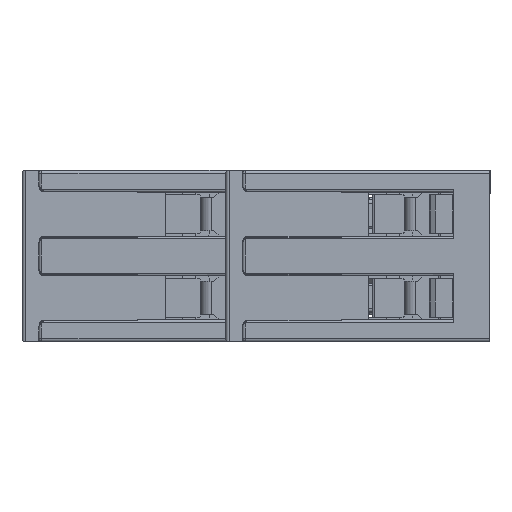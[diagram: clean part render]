
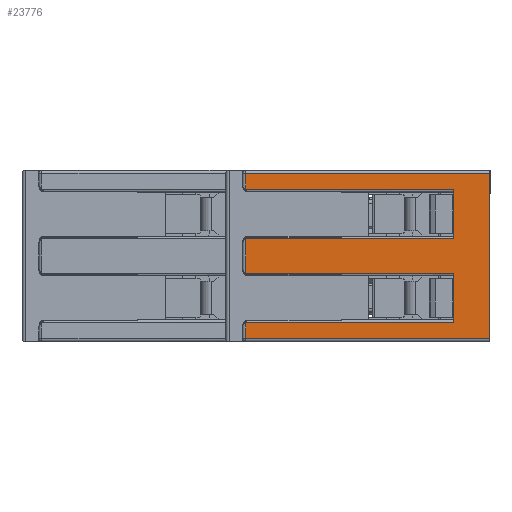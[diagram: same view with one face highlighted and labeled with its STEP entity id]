
A CAD part, left-side view. The second image highlights one B-rep face of the part: STEP entity #23776.
In plain terms, the highlighted face is planar.
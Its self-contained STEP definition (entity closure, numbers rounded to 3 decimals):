
#5576=CARTESIAN_POINT('',(37.5,22.134,6.01));
#5683=CARTESIAN_POINT('',(37.5,22.134,1.61));
#5705=CARTESIAN_POINT('',(37.5,22.2,1.559));
#5706=CARTESIAN_POINT('',(37.5,22.193,1.566));
#5707=CARTESIAN_POINT('',(37.5,22.179,1.579));
#5708=CARTESIAN_POINT('',(37.5,22.157,1.596));
#5709=CARTESIAN_POINT('',(37.5,22.142,1.606));
#5710=CARTESIAN_POINT('',(37.5,22.134,1.61));
#5712=DIRECTION('',(0.,0.,-1.));
#5713=VECTOR('',#5712,3.118);
#5714=CARTESIAN_POINT('',(37.5,22.2,1.559));
#5715=LINE('',#5714,#5713);
#5716=CARTESIAN_POINT('',(37.5,22.2,-1.559));
#5717=CARTESIAN_POINT('',(37.5,22.193,-1.566));
#5718=CARTESIAN_POINT('',(37.5,22.179,-1.579));
#5719=CARTESIAN_POINT('',(37.5,22.157,-1.596));
#5720=CARTESIAN_POINT('',(37.5,22.142,-1.606));
#5721=CARTESIAN_POINT('',(37.5,22.134,-1.61));
#5723=DIRECTION('',(0.,1.,0.));
#5724=VECTOR('',#5723,18.834);
#5725=CARTESIAN_POINT('',(37.5,3.3,-1.61));
#5726=LINE('',#5725,#5724);
#5727=DIRECTION('',(0.,-1.,0.));
#5728=VECTOR('',#5727,18.834);
#5729=CARTESIAN_POINT('',(37.5,22.134,-6.01));
#5730=LINE('',#5729,#5728);
#5731=CARTESIAN_POINT('',(37.5,22.2,-6.061));
#5732=CARTESIAN_POINT('',(37.5,22.193,-6.054));
#5733=CARTESIAN_POINT('',(37.5,22.179,-6.041));
#5734=CARTESIAN_POINT('',(37.5,22.157,-6.024));
#5735=CARTESIAN_POINT('',(37.5,22.142,-6.014));
#5736=CARTESIAN_POINT('',(37.5,22.134,-6.01));
#5738=DIRECTION('',(0.,0.,-1.));
#5739=VECTOR('',#5738,1.439);
#5740=CARTESIAN_POINT('',(37.5,22.2,-6.061));
#5741=LINE('',#5740,#5739);
#5742=DIRECTION('',(0.,-1.,0.));
#5743=VECTOR('',#5742,22.2);
#5744=CARTESIAN_POINT('',(37.5,22.2,-7.5));
#5745=LINE('',#5744,#5743);
#5746=DIRECTION('',(0.,0.,1.));
#5747=VECTOR('',#5746,15.);
#5748=CARTESIAN_POINT('',(37.5,0.,-7.5));
#5749=LINE('',#5748,#5747);
#5750=DIRECTION('',(0.,1.,0.));
#5751=VECTOR('',#5750,22.2);
#5752=CARTESIAN_POINT('',(37.5,0.,7.5));
#5753=LINE('',#5752,#5751);
#5754=DIRECTION('',(0.,0.,-1.));
#5755=VECTOR('',#5754,1.439);
#5756=CARTESIAN_POINT('',(37.5,22.2,7.5));
#5757=LINE('',#5756,#5755);
#5758=CARTESIAN_POINT('',(37.5,22.2,6.061));
#5759=CARTESIAN_POINT('',(37.5,22.193,6.054));
#5760=CARTESIAN_POINT('',(37.5,22.179,6.041));
#5761=CARTESIAN_POINT('',(37.5,22.157,6.024));
#5762=CARTESIAN_POINT('',(37.5,22.142,6.014));
#5763=CARTESIAN_POINT('',(37.5,22.134,6.01));
#5765=DIRECTION('',(0.,1.,0.));
#5766=VECTOR('',#5765,18.834);
#5767=CARTESIAN_POINT('',(37.5,3.3,6.01));
#5768=LINE('',#5767,#5766);
#5769=DIRECTION('',(0.,-1.,0.));
#5770=VECTOR('',#5769,18.834);
#5771=CARTESIAN_POINT('',(37.5,22.134,1.61));
#5772=LINE('',#5771,#5770);
#5952=CARTESIAN_POINT('',(37.5,22.134,-6.01));
#5992=DIRECTION('',(0.,0.,1.));
#5993=VECTOR('',#5992,4.4);
#5994=CARTESIAN_POINT('',(37.5,3.3,1.61));
#5995=LINE('',#5994,#5993);
#6008=DIRECTION('',(0.,0.,1.));
#6009=VECTOR('',#6008,4.4);
#6010=CARTESIAN_POINT('',(37.5,3.3,-6.01));
#6011=LINE('',#6010,#6009);
#11907=CARTESIAN_POINT('',(37.5,22.134,
-1.61));
#14968=CARTESIAN_POINT('',(37.5,22.2,7.5));
#14970=VERTEX_POINT('',#14968);
#14972=CARTESIAN_POINT('',(37.5,0.,7.5));
#14974=VERTEX_POINT('',#14972);
#14977=CARTESIAN_POINT('',(37.5,0.,-7.5));
#14979=VERTEX_POINT('',#14977);
#14980=CARTESIAN_POINT('',(37.5,22.2,-7.5));
#14981=VERTEX_POINT('',#14980);
#15116=CARTESIAN_POINT('',(37.5,3.3,6.01));
#15117=VERTEX_POINT('',#15116);
#15118=CARTESIAN_POINT('',(37.5,3.3,-1.61));
#15119=VERTEX_POINT('',#15118);
#15120=CARTESIAN_POINT('',(37.5,3.3,-6.01));
#15121=VERTEX_POINT('',#15120);
#15122=CARTESIAN_POINT('',(37.5,3.3,1.61));
#15123=VERTEX_POINT('',#15122);
#15264=VERTEX_POINT('',#5683);
#15266=VERTEX_POINT('',#5705);
#15279=VERTEX_POINT('',#5952);
#15281=VERTEX_POINT('',#5731);
#15295=VERTEX_POINT('',#5576);
#15297=VERTEX_POINT('',#5758);
#15310=VERTEX_POINT('',#11907);
#15312=VERTEX_POINT('',#5716);
#23742=CARTESIAN_POINT('',(37.5,0.,-7.8));
#23743=DIRECTION('',(1.,0.,0.));
#23744=DIRECTION('',(0.,1.,0.));
#23745=AXIS2_PLACEMENT_3D('',#23742,#23743,#23744);
#23746=PLANE('',#23745);
#23748=ORIENTED_EDGE('',*,*,#23747,.F.);
#23750=ORIENTED_EDGE('',*,*,#23749,.T.);
#23752=ORIENTED_EDGE('',*,*,#23751,.T.);
#23754=ORIENTED_EDGE('',*,*,#23753,.F.);
#23756=ORIENTED_EDGE('',*,*,#23755,.F.);
#23758=ORIENTED_EDGE('',*,*,#23757,.F.);
#23760=ORIENTED_EDGE('',*,*,#23759,.F.);
#23762=ORIENTED_EDGE('',*,*,#23761,.T.);
#23764=ORIENTED_EDGE('',*,*,#23763,.T.);
#23765=ORIENTED_EDGE('',*,*,#23243,.T.);
#23766=ORIENTED_EDGE('',*,*,#23280,.T.);
#23767=ORIENTED_EDGE('',*,*,#23305,.T.);
#23769=ORIENTED_EDGE('',*,*,#23768,.T.);
#23770=ORIENTED_EDGE('',*,*,#23489,.F.);
#23772=ORIENTED_EDGE('',*,*,#23771,.F.);
#23773=ORIENTED_EDGE('',*,*,#23732,.F.);
#23774=EDGE_LOOP('',(#23748,#23750,#23752,#23754,#23756,#23758,#23760,#23762,
#23764,#23765,#23766,#23767,#23769,#23770,#23772,#23773));
#23775=FACE_OUTER_BOUND('',#23774,.F.);
#23776=ADVANCED_FACE('',(#23775),#23746,.T.);
#5711=B_SPLINE_CURVE_WITH_KNOTS('',3,(#5705,#5706,#5707,#5708,#5709,#5710),
.UNSPECIFIED.,.F.,.F.,(4,1,1,4),(0.,0.333,0.667,1.),
.UNSPECIFIED.);
#5722=B_SPLINE_CURVE_WITH_KNOTS('',3,(#5716,#5717,#5718,#5719,#5720,#5721),
.UNSPECIFIED.,.F.,.F.,(4,1,1,4),(0.,0.333,0.667,1.),
.UNSPECIFIED.);
#5737=B_SPLINE_CURVE_WITH_KNOTS('',3,(#5731,#5732,#5733,#5734,#5735,#5736),
.UNSPECIFIED.,.F.,.F.,(4,1,1,4),(0.,0.333,0.667,1.),
.UNSPECIFIED.);
#5764=B_SPLINE_CURVE_WITH_KNOTS('',3,(#5758,#5759,#5760,#5761,#5762,#5763),
.UNSPECIFIED.,.F.,.F.,(4,1,1,4),(0.,0.333,0.667,1.),
.UNSPECIFIED.);
#23243=EDGE_CURVE('',#14979,#14974,#5749,.T.);
#23280=EDGE_CURVE('',#14974,#14970,#5753,.T.);
#23305=EDGE_CURVE('',#14970,#15297,#5757,.T.);
#23489=EDGE_CURVE('',#15117,#15295,#5768,.T.);
#23732=EDGE_CURVE('',#15264,#15123,#5772,.T.);
#23747=EDGE_CURVE('',#15266,#15264,#5711,.T.);
#23749=EDGE_CURVE('',#15266,#15312,#5715,.T.);
#23751=EDGE_CURVE('',#15312,#15310,#5722,.T.);
#23753=EDGE_CURVE('',#15119,#15310,#5726,.T.);
#23755=EDGE_CURVE('',#15121,#15119,#6011,.T.);
#23757=EDGE_CURVE('',#15279,#15121,#5730,.T.);
#23759=EDGE_CURVE('',#15281,#15279,#5737,.T.);
#23761=EDGE_CURVE('',#15281,#14981,#5741,.T.);
#23763=EDGE_CURVE('',#14981,#14979,#5745,.T.);
#23768=EDGE_CURVE('',#15297,#15295,#5764,.T.);
#23771=EDGE_CURVE('',#15123,#15117,#5995,.T.);
